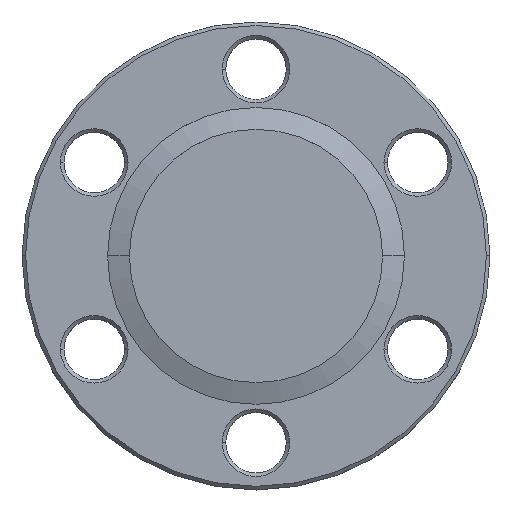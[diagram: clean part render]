
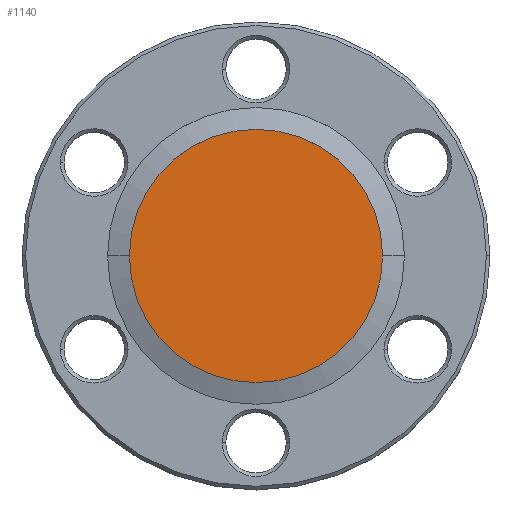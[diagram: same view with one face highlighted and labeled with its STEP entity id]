
A CAD part, top view. The second image highlights one B-rep face of the part: STEP entity #1140.
In plain terms, the highlighted planar face has unit normal (0, 0, 1).
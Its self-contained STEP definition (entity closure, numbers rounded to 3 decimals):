
#32 = PLANE ( 'NONE',  #107 ) ;
#68 = CARTESIAN_POINT ( 'NONE',  ( 9.144, 0., -1.27 ) ) ;
#107 = AXIS2_PLACEMENT_3D ( 'NONE', #389, #1450, #623 ) ;
#185 = ORIENTED_EDGE ( 'NONE', *, *, #569, .T. ) ;
#200 = CARTESIAN_POINT ( 'NONE',  ( 0., 0., -1.27 ) ) ;
#260 = VERTEX_POINT ( 'NONE', #1409 ) ;
#389 = CARTESIAN_POINT ( 'NONE',  ( 0., 0., -1.27 ) ) ;
#508 = DIRECTION ( 'NONE',  ( 1., 0., 0. ) ) ;
#569 = EDGE_CURVE ( 'NONE', #260, #633, #1314, .T. ) ;
#571 = AXIS2_PLACEMENT_3D ( 'NONE', #862, #1332, #508 ) ;
#623 = DIRECTION ( 'NONE',  ( 1., 0., 0. ) ) ;
#633 = VERTEX_POINT ( 'NONE', #68 ) ;
#668 = ORIENTED_EDGE ( 'NONE', *, *, #749, .T. ) ;
#749 = EDGE_CURVE ( 'NONE', #633, #260, #781, .T. ) ;
#780 = DIRECTION ( 'NONE',  ( 1., 0., 0. ) ) ;
#781 = CIRCLE ( 'NONE', #571, 9.144 ) ;
#784 = AXIS2_PLACEMENT_3D ( 'NONE', #200, #907, #780 ) ;
#862 = CARTESIAN_POINT ( 'NONE',  ( 0., 0., -1.27 ) ) ;
#907 = DIRECTION ( 'NONE',  ( 0., 0., 1. ) ) ;
#1140 = ADVANCED_FACE ( 'NONE', ( #1275 ), #32, .T. ) ;
#1275 = FACE_OUTER_BOUND ( 'NONE', #1306, .T. ) ;
#1306 = EDGE_LOOP ( 'NONE', ( #668, #185 ) ) ;
#1314 = CIRCLE ( 'NONE', #784, 9.144 ) ;
#1332 = DIRECTION ( 'NONE',  ( 0., 0., 1. ) ) ;
#1409 = CARTESIAN_POINT ( 'NONE',  ( -9.144, 0., -1.27 ) ) ;
#1450 = DIRECTION ( 'NONE',  ( 0., 0., 1. ) ) ;
